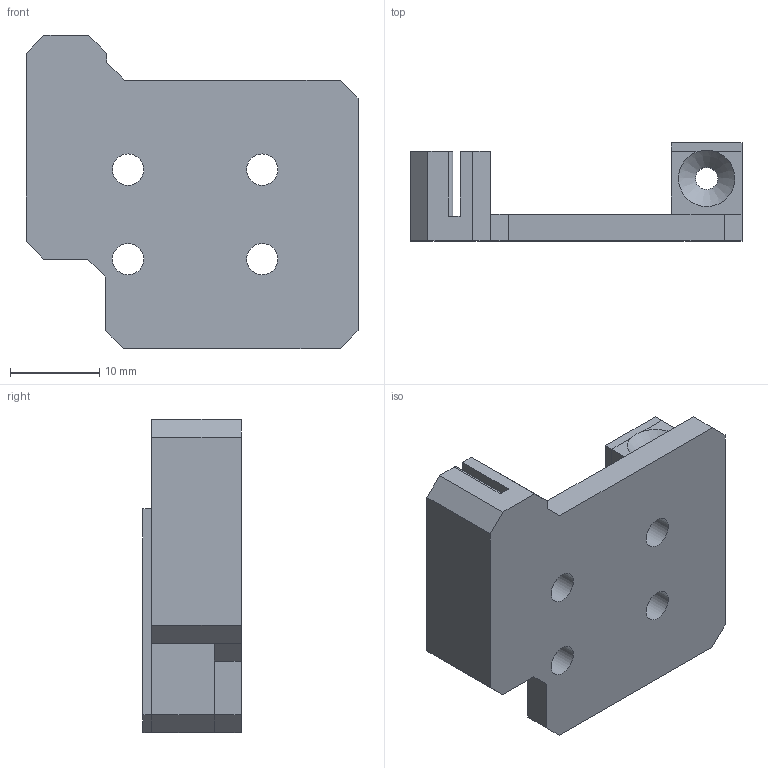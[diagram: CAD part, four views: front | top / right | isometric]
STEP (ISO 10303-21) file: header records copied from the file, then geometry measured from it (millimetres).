
FILE_DESCRIPTION(('FreeCAD Model'),'2;1');
FILE_NAME('Open CASCADE Shape Model','2023-05-12T20:48:26',(''),(''), 'Open CASCADE STEP processor 7.6','FreeCAD','Unknown');
FILE_SCHEMA(('AUTOMOTIVE_DESIGN { 1 0 10303 214 1 1 1 1 }'));
Length unit declared in the file: millimetre
Products named in the file (1): Compound
Bounding box: 37.1 x 11 x 35 mm (x, y, z)
Volume: 5771.7 mm3; surface area: 4170.1 mm2
Topology: 1 solids, 1 shells, 63 faces, 182 edges, 120 vertices
Faces by surface type: plane 32, cylinder 30, cone 1
Full cylindrical faces by diameter (mm): 2.5 x1, 3.5 x4
Entity records: 4672 total; most frequent: CARTESIAN_POINT 1084, DIRECTION 678, LINE 421, VECTOR 421, ORIENTED_EDGE 364, PCURVE 364, DEFINITIONAL_REPRESENTATION 364, EDGE_CURVE 182
